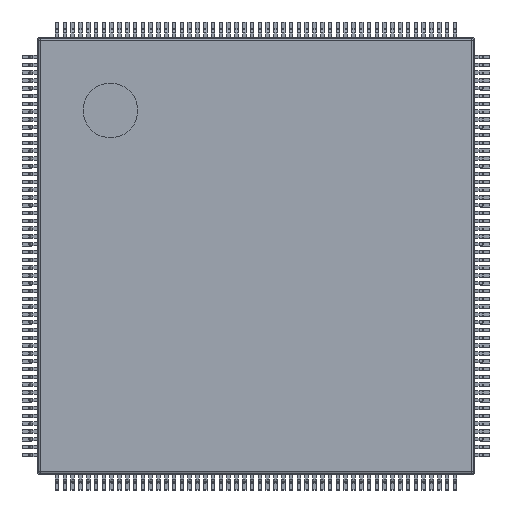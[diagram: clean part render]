
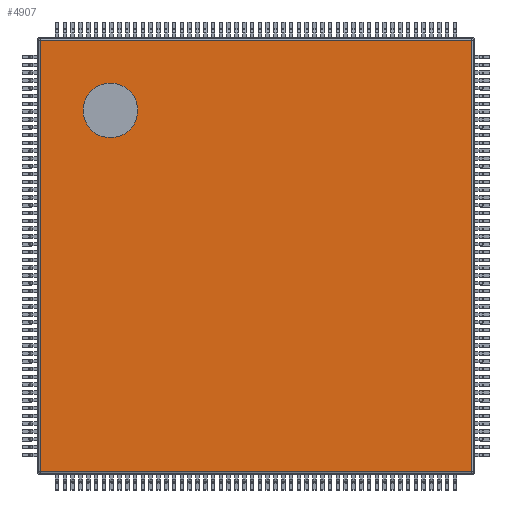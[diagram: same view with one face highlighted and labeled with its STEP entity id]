
A CAD part, top view. The second image highlights one B-rep face of the part: STEP entity #4907.
In plain terms, the highlighted planar face has unit normal (0, 0, 1).
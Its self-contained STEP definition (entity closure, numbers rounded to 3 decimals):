
#3811 = CYLINDRICAL_SURFACE('',#3812,0.1);
#3812 = AXIS2_PLACEMENT_3D('',#3813,#3814,#3815);
#3813 = CARTESIAN_POINT('',(0.161,0.071,1.5));
#3814 = DIRECTION('',(0.,1.,-0.));
#3815 = DIRECTION('',(-0.995,0.,0.105));
#4460 = VERTEX_POINT('',#4461);
#4461 = CARTESIAN_POINT('',(0.161,0.161,1.6));
#4481 = EDGE_CURVE('',#4460,#4482,#4484,.T.);
#4482 = VERTEX_POINT('',#4483);
#4483 = CARTESIAN_POINT('',(0.161,27.839,1.6));
#4484 = SURFACE_CURVE('',#4485,(#4489,#4496),.PCURVE_S1.);
#4485 = LINE('',#4486,#4487);
#4486 = CARTESIAN_POINT('',(0.161,0.071,1.6));
#4487 = VECTOR('',#4488,1.);
#4488 = DIRECTION('',(0.,1.,-0.));
#4489 = PCURVE('',#3811,#4490);
#4490 = DEFINITIONAL_REPRESENTATION('',(#4491),#4495);
#4491 = LINE('',#4492,#4493);
#4492 = CARTESIAN_POINT('',(1.466,0.));
#4493 = VECTOR('',#4494,1.);
#4494 = DIRECTION('',(0.,1.));
#4495 = ( GEOMETRIC_REPRESENTATION_CONTEXT(2) 
PARAMETRIC_REPRESENTATION_CONTEXT() REPRESENTATION_CONTEXT('2D SPACE',''
  ) );
#4496 = PCURVE('',#4497,#4502);
#4497 = PLANE('',#4498);
#4498 = AXIS2_PLACEMENT_3D('',#4499,#4500,#4501);
#4499 = CARTESIAN_POINT('',(0.,0.,1.6));
#4500 = DIRECTION('',(0.,0.,1.));
#4501 = DIRECTION('',(1.,0.,-0.));
#4502 = DEFINITIONAL_REPRESENTATION('',(#4503),#4507);
#4503 = LINE('',#4504,#4505);
#4504 = CARTESIAN_POINT('',(0.161,0.071));
#4505 = VECTOR('',#4506,1.);
#4506 = DIRECTION('',(0.,1.));
#4507 = ( GEOMETRIC_REPRESENTATION_CONTEXT(2) 
PARAMETRIC_REPRESENTATION_CONTEXT() REPRESENTATION_CONTEXT('2D SPACE',''
  ) );
#4677 = CYLINDRICAL_SURFACE('',#4678,0.1);
#4678 = AXIS2_PLACEMENT_3D('',#4679,#4680,#4681);
#4679 = CARTESIAN_POINT('',(0.071,27.839,1.5));
#4680 = DIRECTION('',(1.,0.,0.));
#4681 = DIRECTION('',(-0.,0.995,0.105));
#4850 = CYLINDRICAL_SURFACE('',#4851,0.1);
#4851 = AXIS2_PLACEMENT_3D('',#4852,#4853,#4854);
#4852 = CARTESIAN_POINT('',(0.071,0.161,1.5));
#4853 = DIRECTION('',(1.,-0.,0.));
#4854 = DIRECTION('',(-0.,-0.995,0.105));
#4907 = ADVANCED_FACE('',(#4908,#4983),#4497,.T.);
#4908 = FACE_BOUND('',#4909,.T.);
#4909 = EDGE_LOOP('',(#4910,#4911,#4934,#4962));
#4910 = ORIENTED_EDGE('',*,*,#4481,.F.);
#4911 = ORIENTED_EDGE('',*,*,#4912,.T.);
#4912 = EDGE_CURVE('',#4460,#4913,#4915,.T.);
#4913 = VERTEX_POINT('',#4914);
#4914 = CARTESIAN_POINT('',(27.839,0.161,1.6));
#4915 = SURFACE_CURVE('',#4916,(#4920,#4927),.PCURVE_S1.);
#4916 = LINE('',#4917,#4918);
#4917 = CARTESIAN_POINT('',(0.071,0.161,1.6));
#4918 = VECTOR('',#4919,1.);
#4919 = DIRECTION('',(1.,-0.,0.));
#4920 = PCURVE('',#4497,#4921);
#4921 = DEFINITIONAL_REPRESENTATION('',(#4922),#4926);
#4922 = LINE('',#4923,#4924);
#4923 = CARTESIAN_POINT('',(0.071,0.161));
#4924 = VECTOR('',#4925,1.);
#4925 = DIRECTION('',(1.,0.));
#4926 = ( GEOMETRIC_REPRESENTATION_CONTEXT(2) 
PARAMETRIC_REPRESENTATION_CONTEXT() REPRESENTATION_CONTEXT('2D SPACE',''
  ) );
#4927 = PCURVE('',#4850,#4928);
#4928 = DEFINITIONAL_REPRESENTATION('',(#4929),#4933);
#4929 = LINE('',#4930,#4931);
#4930 = CARTESIAN_POINT('',(-1.466,0.));
#4931 = VECTOR('',#4932,1.);
#4932 = DIRECTION('',(-0.,1.));
#4933 = ( GEOMETRIC_REPRESENTATION_CONTEXT(2) 
PARAMETRIC_REPRESENTATION_CONTEXT() REPRESENTATION_CONTEXT('2D SPACE',''
  ) );
#4934 = ORIENTED_EDGE('',*,*,#4935,.T.);
#4935 = EDGE_CURVE('',#4913,#4936,#4938,.T.);
#4936 = VERTEX_POINT('',#4937);
#4937 = CARTESIAN_POINT('',(27.839,27.839,1.6));
#4938 = SURFACE_CURVE('',#4939,(#4943,#4950),.PCURVE_S1.);
#4939 = LINE('',#4940,#4941);
#4940 = CARTESIAN_POINT('',(27.839,0.071,1.6));
#4941 = VECTOR('',#4942,1.);
#4942 = DIRECTION('',(0.,1.,-0.));
#4943 = PCURVE('',#4497,#4944);
#4944 = DEFINITIONAL_REPRESENTATION('',(#4945),#4949);
#4945 = LINE('',#4946,#4947);
#4946 = CARTESIAN_POINT('',(27.839,0.071));
#4947 = VECTOR('',#4948,1.);
#4948 = DIRECTION('',(0.,1.));
#4949 = ( GEOMETRIC_REPRESENTATION_CONTEXT(2) 
PARAMETRIC_REPRESENTATION_CONTEXT() REPRESENTATION_CONTEXT('2D SPACE',''
  ) );
#4950 = PCURVE('',#4951,#4956);
#4951 = CYLINDRICAL_SURFACE('',#4952,0.1);
#4952 = AXIS2_PLACEMENT_3D('',#4953,#4954,#4955);
#4953 = CARTESIAN_POINT('',(27.839,0.071,1.5));
#4954 = DIRECTION('',(0.,1.,-0.));
#4955 = DIRECTION('',(0.,0.,1.));
#4956 = DEFINITIONAL_REPRESENTATION('',(#4957),#4961);
#4957 = LINE('',#4958,#4959);
#4958 = CARTESIAN_POINT('',(0.,0.));
#4959 = VECTOR('',#4960,1.);
#4960 = DIRECTION('',(0.,1.));
#4961 = ( GEOMETRIC_REPRESENTATION_CONTEXT(2) 
PARAMETRIC_REPRESENTATION_CONTEXT() REPRESENTATION_CONTEXT('2D SPACE',''
  ) );
#4962 = ORIENTED_EDGE('',*,*,#4963,.F.);
#4963 = EDGE_CURVE('',#4482,#4936,#4964,.T.);
#4964 = SURFACE_CURVE('',#4965,(#4969,#4976),.PCURVE_S1.);
#4965 = LINE('',#4966,#4967);
#4966 = CARTESIAN_POINT('',(0.071,27.839,1.6));
#4967 = VECTOR('',#4968,1.);
#4968 = DIRECTION('',(1.,0.,0.));
#4969 = PCURVE('',#4497,#4970);
#4970 = DEFINITIONAL_REPRESENTATION('',(#4971),#4975);
#4971 = LINE('',#4972,#4973);
#4972 = CARTESIAN_POINT('',(0.071,27.839));
#4973 = VECTOR('',#4974,1.);
#4974 = DIRECTION('',(1.,0.));
#4975 = ( GEOMETRIC_REPRESENTATION_CONTEXT(2) 
PARAMETRIC_REPRESENTATION_CONTEXT() REPRESENTATION_CONTEXT('2D SPACE',''
  ) );
#4976 = PCURVE('',#4677,#4977);
#4977 = DEFINITIONAL_REPRESENTATION('',(#4978),#4982);
#4978 = LINE('',#4979,#4980);
#4979 = CARTESIAN_POINT('',(1.466,0.));
#4980 = VECTOR('',#4981,1.);
#4981 = DIRECTION('',(0.,1.));
#4982 = ( GEOMETRIC_REPRESENTATION_CONTEXT(2) 
PARAMETRIC_REPRESENTATION_CONTEXT() REPRESENTATION_CONTEXT('2D SPACE',''
  ) );
#4983 = FACE_BOUND('',#4984,.T.);
#4984 = EDGE_LOOP('',(#4985));
#4985 = ORIENTED_EDGE('',*,*,#4986,.F.);
#4986 = EDGE_CURVE('',#4987,#4987,#4989,.T.);
#4987 = VERTEX_POINT('',#4988);
#4988 = CARTESIAN_POINT('',(6.417,23.333,1.6));
#4989 = SURFACE_CURVE('',#4990,(#4995,#5002),.PCURVE_S1.);
#4990 = CIRCLE('',#4991,1.75);
#4991 = AXIS2_PLACEMENT_3D('',#4992,#4993,#4994);
#4992 = CARTESIAN_POINT('',(4.667,23.333,1.6));
#4993 = DIRECTION('',(0.,0.,1.));
#4994 = DIRECTION('',(1.,0.,-0.));
#4995 = PCURVE('',#4497,#4996);
#4996 = DEFINITIONAL_REPRESENTATION('',(#4997),#5001);
#4997 = CIRCLE('',#4998,1.75);
#4998 = AXIS2_PLACEMENT_2D('',#4999,#5000);
#4999 = CARTESIAN_POINT('',(4.667,23.333));
#5000 = DIRECTION('',(1.,0.));
#5001 = ( GEOMETRIC_REPRESENTATION_CONTEXT(2) 
PARAMETRIC_REPRESENTATION_CONTEXT() REPRESENTATION_CONTEXT('2D SPACE',''
  ) );
#5002 = PCURVE('',#5003,#5008);
#5003 = CYLINDRICAL_SURFACE('',#5004,1.75);
#5004 = AXIS2_PLACEMENT_3D('',#5005,#5006,#5007);
#5005 = CARTESIAN_POINT('',(4.667,23.333,1.5));
#5006 = DIRECTION('',(0.,0.,1.));
#5007 = DIRECTION('',(1.,0.,-0.));
#5008 = DEFINITIONAL_REPRESENTATION('',(#5009),#5013);
#5009 = LINE('',#5010,#5011);
#5010 = CARTESIAN_POINT('',(0.,0.1));
#5011 = VECTOR('',#5012,1.);
#5012 = DIRECTION('',(1.,0.));
#5013 = ( GEOMETRIC_REPRESENTATION_CONTEXT(2) 
PARAMETRIC_REPRESENTATION_CONTEXT() REPRESENTATION_CONTEXT('2D SPACE',''
  ) );
